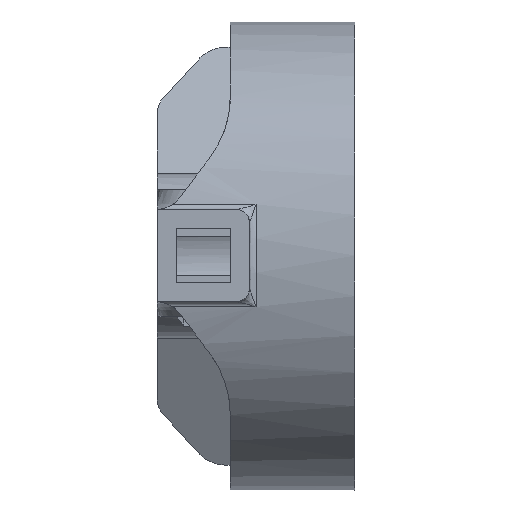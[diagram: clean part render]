
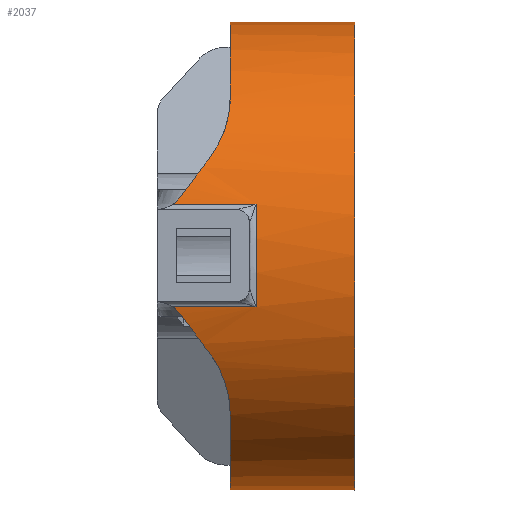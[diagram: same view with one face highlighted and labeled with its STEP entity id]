
A CAD part, top view. The second image highlights one B-rep face of the part: STEP entity #2037.
In plain terms, the highlighted cylindrical face has radius 17.75 mm (diameter 35.5 mm), a full revolution.
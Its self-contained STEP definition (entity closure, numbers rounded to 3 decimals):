
#23=ELLIPSE('',#2175,22.188,17.75);
#24=ELLIPSE('',#2176,22.188,17.75);
#115=LINE('',#3241,#254);
#116=LINE('',#3260,#255);
#117=LINE('',#3262,#256);
#118=LINE('',#3282,#257);
#119=LINE('',#3286,#258);
#120=LINE('',#3290,#259);
#121=LINE('',#3294,#260);
#254=VECTOR('',#2446,17.75);
#255=VECTOR('',#2451,10.);
#256=VECTOR('',#2452,10.);
#257=VECTOR('',#2457,10.);
#258=VECTOR('',#2460,10.);
#259=VECTOR('',#2463,10.);
#260=VECTOR('',#2466,10.);
#381=CYLINDRICAL_SURFACE('',#2172,17.75);
#429=FACE_OUTER_BOUND('',#547,.T.);
#547=EDGE_LOOP('',(#1414,#1415,#1416,#1417,#1418,#1419,#1420,#1421,#1422,
#1423,#1424,#1425,#1426,#1427,#1428,#1429,#1430,#1431,#1432,#1433,#1434,
#1435));
#668=B_SPLINE_CURVE_WITH_KNOTS('',3,(#3245,#3246,#3247,#3248,#3249,#3250),
 .UNSPECIFIED.,.F.,.F.,(4,2,4),(3.32,3.532,3.914),
 .UNSPECIFIED.);
#669=B_SPLINE_CURVE_WITH_KNOTS('',3,(#3254,#3255,#3256,#3257,#3258,#3259),
 .UNSPECIFIED.,.F.,.F.,(4,2,4),(1.527,1.567,1.6),
 .UNSPECIFIED.);
#670=B_SPLINE_CURVE_WITH_KNOTS('',3,(#3264,#3265,#3266,#3267,#3268,#3269),
 .UNSPECIFIED.,.F.,.F.,(4,2,4),(1.195,1.229,1.269),
 .UNSPECIFIED.);
#671=B_SPLINE_CURVE_WITH_KNOTS('',3,(#3273,#3274,#3275,#3276,#3277,#3278),
 .UNSPECIFIED.,.F.,.F.,(4,2,4),(1.336,1.717,1.93),
 .UNSPECIFIED.);
#714=CIRCLE('',#2164,17.75);
#718=CIRCLE('',#2173,17.75);
#719=CIRCLE('',#2174,17.75);
#720=CIRCLE('',#2177,17.75);
#721=CIRCLE('',#2178,17.75);
#722=CIRCLE('',#2179,17.75);
#723=CIRCLE('',#2180,17.75);
#724=CIRCLE('',#2181,17.75);
#839=VERTEX_POINT('',#3063);
#846=VERTEX_POINT('',#3125);
#858=VERTEX_POINT('',#3238);
#859=VERTEX_POINT('',#3240);
#860=VERTEX_POINT('',#3242);
#861=VERTEX_POINT('',#3244);
#862=VERTEX_POINT('',#3251);
#863=VERTEX_POINT('',#3253);
#864=VERTEX_POINT('',#3261);
#865=VERTEX_POINT('',#3263);
#866=VERTEX_POINT('',#3270);
#867=VERTEX_POINT('',#3272);
#868=VERTEX_POINT('',#3279);
#869=VERTEX_POINT('',#3281);
#870=VERTEX_POINT('',#3283);
#871=VERTEX_POINT('',#3285);
#872=VERTEX_POINT('',#3287);
#873=VERTEX_POINT('',#3289);
#874=VERTEX_POINT('',#3291);
#875=VERTEX_POINT('',#3293);
#1053=EDGE_CURVE('',#846,#839,#714,.T.);
#1071=EDGE_CURVE('',#858,#858,#718,.T.);
#1072=EDGE_CURVE('',#858,#859,#115,.T.);
#1073=EDGE_CURVE('',#859,#860,#719,.T.);
#1074=EDGE_CURVE('',#861,#860,#668,.T.);
#1075=EDGE_CURVE('',#862,#861,#23,.T.);
#1076=EDGE_CURVE('',#863,#862,#669,.T.);
#1077=EDGE_CURVE('',#839,#863,#116,.T.);
#1078=EDGE_CURVE('',#864,#846,#117,.T.);
#1079=EDGE_CURVE('',#864,#865,#670,.F.);
#1080=EDGE_CURVE('',#866,#865,#24,.T.);
#1081=EDGE_CURVE('',#867,#866,#671,.T.);
#1082=EDGE_CURVE('',#867,#868,#720,.T.);
#1083=EDGE_CURVE('',#869,#868,#118,.T.);
#1084=EDGE_CURVE('',#870,#869,#721,.T.);
#1085=EDGE_CURVE('',#870,#871,#119,.T.);
#1086=EDGE_CURVE('',#871,#872,#722,.T.);
#1087=EDGE_CURVE('',#873,#872,#120,.T.);
#1088=EDGE_CURVE('',#874,#873,#723,.T.);
#1089=EDGE_CURVE('',#874,#875,#121,.T.);
#1090=EDGE_CURVE('',#875,#859,#724,.T.);
#1414=ORIENTED_EDGE('',*,*,#1071,.F.);
#1415=ORIENTED_EDGE('',*,*,#1072,.T.);
#1416=ORIENTED_EDGE('',*,*,#1073,.T.);
#1417=ORIENTED_EDGE('',*,*,#1074,.F.);
#1418=ORIENTED_EDGE('',*,*,#1075,.F.);
#1419=ORIENTED_EDGE('',*,*,#1076,.F.);
#1420=ORIENTED_EDGE('',*,*,#1077,.F.);
#1421=ORIENTED_EDGE('',*,*,#1053,.F.);
#1422=ORIENTED_EDGE('',*,*,#1078,.F.);
#1423=ORIENTED_EDGE('',*,*,#1079,.T.);
#1424=ORIENTED_EDGE('',*,*,#1080,.F.);
#1425=ORIENTED_EDGE('',*,*,#1081,.F.);
#1426=ORIENTED_EDGE('',*,*,#1082,.T.);
#1427=ORIENTED_EDGE('',*,*,#1083,.F.);
#1428=ORIENTED_EDGE('',*,*,#1084,.F.);
#1429=ORIENTED_EDGE('',*,*,#1085,.T.);
#1430=ORIENTED_EDGE('',*,*,#1086,.T.);
#1431=ORIENTED_EDGE('',*,*,#1087,.F.);
#1432=ORIENTED_EDGE('',*,*,#1088,.F.);
#1433=ORIENTED_EDGE('',*,*,#1089,.T.);
#1434=ORIENTED_EDGE('',*,*,#1090,.T.);
#1435=ORIENTED_EDGE('',*,*,#1072,.F.);
#2037=ADVANCED_FACE('',(#429),#381,.T.);
#2164=AXIS2_PLACEMENT_3D('',#3134,#2414,#2415);
#2172=AXIS2_PLACEMENT_3D('',#3237,#2442,#2443);
#2173=AXIS2_PLACEMENT_3D('',#3239,#2444,#2445);
#2174=AXIS2_PLACEMENT_3D('',#3243,#2447,#2448);
#2175=AXIS2_PLACEMENT_3D('',#3252,#2449,#2450);
#2176=AXIS2_PLACEMENT_3D('',#3271,#2453,#2454);
#2177=AXIS2_PLACEMENT_3D('',#3280,#2455,#2456);
#2178=AXIS2_PLACEMENT_3D('',#3284,#2458,#2459);
#2179=AXIS2_PLACEMENT_3D('',#3288,#2461,#2462);
#2180=AXIS2_PLACEMENT_3D('',#3292,#2464,#2465);
#2181=AXIS2_PLACEMENT_3D('',#3295,#2467,#2468);
#2414=DIRECTION('center_axis',(-1.,0.,0.));
#2415=DIRECTION('ref_axis',(0.,0.,1.));
#2442=DIRECTION('center_axis',(1.,0.,0.));
#2443=DIRECTION('ref_axis',(0.,-1.,0.));
#2444=DIRECTION('center_axis',(1.,0.,0.));
#2445=DIRECTION('ref_axis',(0.,-1.,0.));
#2446=DIRECTION('',(-1.,0.,0.));
#2447=DIRECTION('center_axis',(1.,0.,0.));
#2448=DIRECTION('ref_axis',(0.,-1.,0.));
#2449=DIRECTION('center_axis',(-0.8,0.6,0.));
#2450=DIRECTION('ref_axis',(-0.6,-0.8,0.));
#2451=DIRECTION('',(-1.,0.,0.));
#2452=DIRECTION('',(1.,0.,0.));
#2453=DIRECTION('center_axis',(-0.8,-0.6,0.));
#2454=DIRECTION('ref_axis',(0.6,-0.8,0.));
#2455=DIRECTION('center_axis',(1.,0.,0.));
#2456=DIRECTION('ref_axis',(0.,-1.,0.));
#2457=DIRECTION('',(1.,0.,0.));
#2458=DIRECTION('center_axis',(-1.,0.,0.));
#2459=DIRECTION('ref_axis',(0.,-0.866,-0.5));
#2460=DIRECTION('',(1.,0.,0.));
#2461=DIRECTION('center_axis',(1.,0.,0.));
#2462=DIRECTION('ref_axis',(0.,-1.,0.));
#2463=DIRECTION('',(1.,0.,0.));
#2464=DIRECTION('center_axis',(-1.,0.,0.));
#2465=DIRECTION('ref_axis',(0.,0.866,-0.5));
#2466=DIRECTION('',(1.,0.,0.));
#2467=DIRECTION('center_axis',(1.,0.,0.));
#2468=DIRECTION('ref_axis',(0.,-1.,0.));
#3063=CARTESIAN_POINT('',(47.,23.12,44.318));
#3125=CARTESIAN_POINT('',(47.,15.34,44.318));
#3134=CARTESIAN_POINT('Origin',(47.,19.23,27.));
#3237=CARTESIAN_POINT('Origin',(39.5,19.23,27.));
#3238=CARTESIAN_POINT('',(54.5,36.98,27.));
#3239=CARTESIAN_POINT('Origin',(54.5,19.23,27.));
#3240=CARTESIAN_POINT('',(45.05,36.98,27.));
#3241=CARTESIAN_POINT('',(39.5,36.98,27.));
#3242=CARTESIAN_POINT('',(45.05,31.313,40.002));
#3243=CARTESIAN_POINT('Origin',(45.05,19.23,27.));
#3244=CARTESIAN_POINT('',(43.5,26.663,43.119));
#3245=CARTESIAN_POINT('Ctrl Pts',(43.5,26.663,43.119));
#3246=CARTESIAN_POINT('Ctrl Pts',(43.929,27.235,42.855));
#3247=CARTESIAN_POINT('Ctrl Pts',(44.26,27.849,42.531));
#3248=CARTESIAN_POINT('Ctrl Pts',(44.905,29.452,41.561));
#3249=CARTESIAN_POINT('Ctrl Pts',(45.05,30.423,40.829));
#3250=CARTESIAN_POINT('Ctrl Pts',(45.05,31.313,40.002));
#3251=CARTESIAN_POINT('',(41.224,23.629,44.196));
#3252=CARTESIAN_POINT('Origin',(37.925,19.23,27.));
#3253=CARTESIAN_POINT('',(40.693,23.12,44.318));
#3254=CARTESIAN_POINT('Ctrl Pts',(40.693,23.12,44.318));
#3255=CARTESIAN_POINT('Ctrl Pts',(40.807,23.198,44.301));
#3256=CARTESIAN_POINT('Ctrl Pts',(40.911,23.285,44.281));
#3257=CARTESIAN_POINT('Ctrl Pts',(41.082,23.454,44.24));
#3258=CARTESIAN_POINT('Ctrl Pts',(41.156,23.538,44.219));
#3259=CARTESIAN_POINT('Ctrl Pts',(41.224,23.629,44.196));
#3260=CARTESIAN_POINT('',(39.5,23.12,44.318));
#3261=CARTESIAN_POINT('',(40.693,15.34,44.318));
#3262=CARTESIAN_POINT('',(39.5,15.34,44.318));
#3263=CARTESIAN_POINT('',(41.224,14.831,44.196));
#3264=CARTESIAN_POINT('Ctrl Pts',(41.224,14.831,44.196));
#3265=CARTESIAN_POINT('Ctrl Pts',(41.156,14.922,44.219));
#3266=CARTESIAN_POINT('Ctrl Pts',(41.082,15.006,44.24));
#3267=CARTESIAN_POINT('Ctrl Pts',(40.911,15.175,44.281));
#3268=CARTESIAN_POINT('Ctrl Pts',(40.807,15.262,44.301));
#3269=CARTESIAN_POINT('Ctrl Pts',(40.693,15.34,44.318));
#3270=CARTESIAN_POINT('',(43.5,11.797,43.119));
#3271=CARTESIAN_POINT('Origin',(37.925,19.23,27.));
#3272=CARTESIAN_POINT('',(45.05,7.147,40.002));
#3273=CARTESIAN_POINT('Ctrl Pts',(45.05,7.147,40.002));
#3274=CARTESIAN_POINT('Ctrl Pts',(45.05,8.037,40.829));
#3275=CARTESIAN_POINT('Ctrl Pts',(44.905,9.008,41.561));
#3276=CARTESIAN_POINT('Ctrl Pts',(44.26,10.611,42.531));
#3277=CARTESIAN_POINT('Ctrl Pts',(43.929,11.225,42.855));
#3278=CARTESIAN_POINT('Ctrl Pts',(43.5,11.797,43.119));
#3279=CARTESIAN_POINT('',(45.05,3.382,19.005));
#3280=CARTESIAN_POINT('Origin',(45.05,19.23,27.));
#3281=CARTESIAN_POINT('',(44.702,3.382,19.005));
#3282=CARTESIAN_POINT('',(39.5,3.382,19.005));
#3283=CARTESIAN_POINT('',(44.702,4.382,17.273));
#3284=CARTESIAN_POINT('Origin',(44.702,19.23,27.));
#3285=CARTESIAN_POINT('',(45.05,4.382,17.273));
#3286=CARTESIAN_POINT('',(39.5,4.382,17.273));
#3287=CARTESIAN_POINT('',(45.05,34.078,17.273));
#3288=CARTESIAN_POINT('Origin',(45.05,19.23,27.));
#3289=CARTESIAN_POINT('',(44.702,34.078,17.273));
#3290=CARTESIAN_POINT('',(39.5,34.078,17.273));
#3291=CARTESIAN_POINT('',(44.702,35.078,19.005));
#3292=CARTESIAN_POINT('Origin',(44.702,19.23,27.));
#3293=CARTESIAN_POINT('',(45.05,35.078,19.005));
#3294=CARTESIAN_POINT('',(39.5,35.078,19.005));
#3295=CARTESIAN_POINT('Origin',(45.05,19.23,27.));
